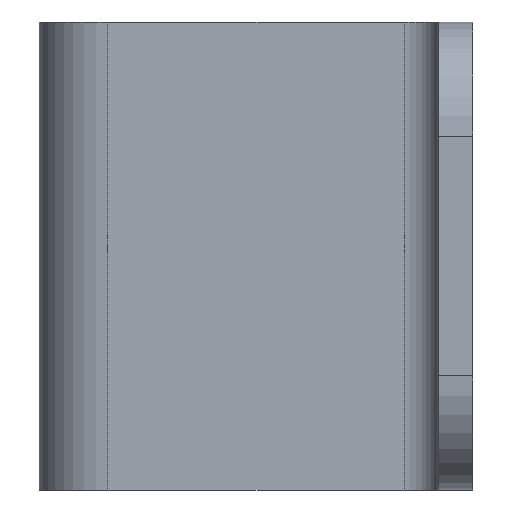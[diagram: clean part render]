
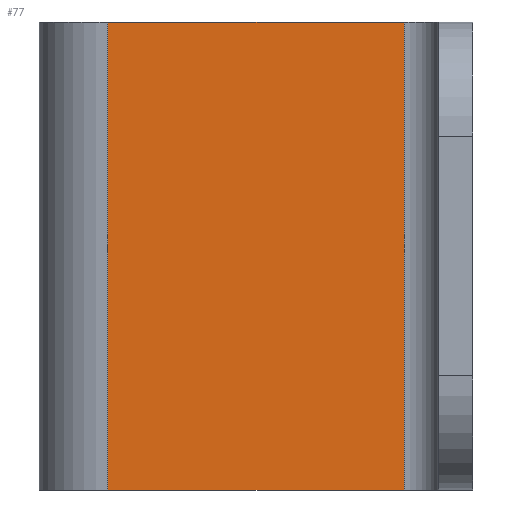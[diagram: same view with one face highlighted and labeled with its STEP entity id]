
A CAD part, left-side view. The second image highlights one B-rep face of the part: STEP entity #77.
In plain terms, the highlighted planar face has unit normal (-1, 0, 0).
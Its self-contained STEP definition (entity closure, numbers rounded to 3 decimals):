
#25 = CARTESIAN_POINT ( 'NONE',  ( -3., 0., 41. ) ) ;
#29 = VECTOR ( 'NONE', #60, 1000. ) ;
#60 = DIRECTION ( 'NONE',  ( 0., 0., -1. ) ) ;
#77 = ADVANCED_FACE ( 'NONE', ( #117 ), #895, .T. ) ;
#82 = ORIENTED_EDGE ( 'NONE', *, *, #1122, .T. ) ;
#112 = VERTEX_POINT ( 'NONE', #905 ) ;
#113 = CARTESIAN_POINT ( 'NONE',  ( -3., 6., 41. ) ) ;
#117 = FACE_OUTER_BOUND ( 'NONE', #170, .T. ) ;
#170 = EDGE_LOOP ( 'NONE', ( #993, #371, #82, #174 ) ) ;
#174 = ORIENTED_EDGE ( 'NONE', *, *, #257, .T. ) ;
#217 = LINE ( 'NONE', #401, #1095 ) ;
#218 = DIRECTION ( 'NONE',  ( 0., 0., 1. ) ) ;
#257 = EDGE_CURVE ( 'NONE', #972, #420, #924, .T. ) ;
#325 = EDGE_CURVE ( 'NONE', #377, #420, #1111, .T. ) ;
#341 = DIRECTION ( 'NONE',  ( 0., 1., 0. ) ) ;
#371 = ORIENTED_EDGE ( 'NONE', *, *, #726, .T. ) ;
#377 = VERTEX_POINT ( 'NONE', #782 ) ;
#401 = CARTESIAN_POINT ( 'NONE',  ( -3., 0., 41. ) ) ;
#420 = VERTEX_POINT ( 'NONE', #880 ) ;
#421 = CARTESIAN_POINT ( 'NONE',  ( -3., 32., 41. ) ) ;
#568 = DIRECTION ( 'NONE',  ( -1., 0., 0. ) ) ;
#569 = VECTOR ( 'NONE', #341, 1000. ) ;
#644 = DIRECTION ( 'NONE',  ( 0., 0., 1. ) ) ;
#685 = CARTESIAN_POINT ( 'NONE',  ( -3., 32., 41. ) ) ;
#726 = EDGE_CURVE ( 'NONE', #377, #112, #897, .T. ) ;
#782 = CARTESIAN_POINT ( 'NONE',  ( -3., 6., 0. ) ) ;
#880 = CARTESIAN_POINT ( 'NONE',  ( -3., 32., 0. ) ) ;
#895 = PLANE ( 'NONE',  #1025 ) ;
#897 = LINE ( 'NONE', #113, #1007 ) ;
#905 = CARTESIAN_POINT ( 'NONE',  ( -3., 6., 41. ) ) ;
#924 = LINE ( 'NONE', #685, #29 ) ;
#972 = VERTEX_POINT ( 'NONE', #421 ) ;
#993 = ORIENTED_EDGE ( 'NONE', *, *, #325, .F. ) ;
#1007 = VECTOR ( 'NONE', #644, 1000. ) ;
#1024 = CARTESIAN_POINT ( 'NONE',  ( -3., 0., 0. ) ) ;
#1025 = AXIS2_PLACEMENT_3D ( 'NONE', #25, #568, #218 ) ;
#1085 = DIRECTION ( 'NONE',  ( 0., 1., 0. ) ) ;
#1095 = VECTOR ( 'NONE', #1085, 1000. ) ;
#1111 = LINE ( 'NONE', #1024, #569 ) ;
#1122 = EDGE_CURVE ( 'NONE', #112, #972, #217, .T. ) ;
